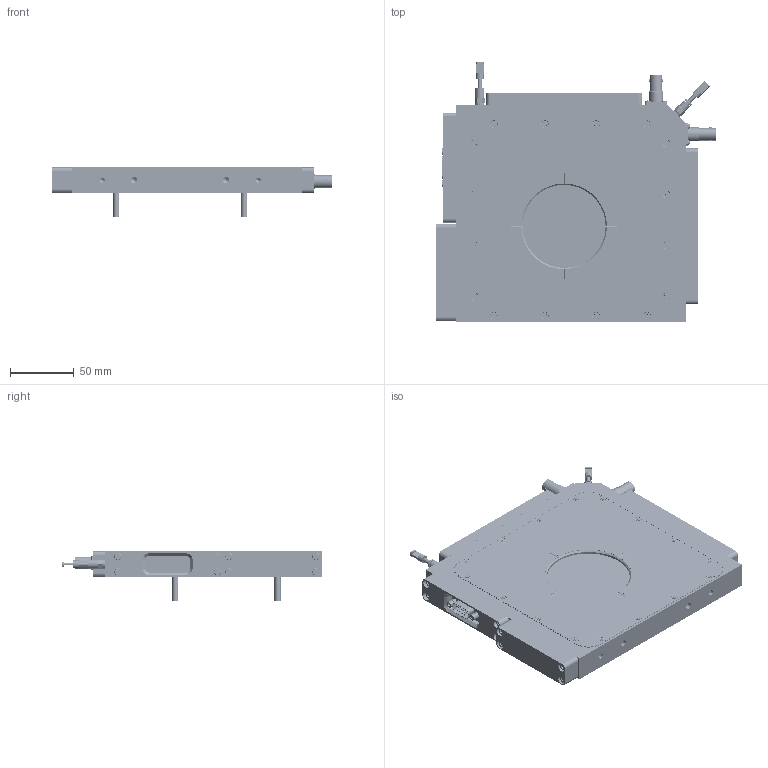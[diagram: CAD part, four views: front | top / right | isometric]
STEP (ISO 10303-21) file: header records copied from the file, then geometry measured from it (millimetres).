
FILE_DESCRIPTION (( 'STEP AP214' ), '1' );
FILE_NAME ('88202220-PX-3.STEP', '2015-01-16T16:10:42', ( 'Andrew' ), ( 'Microsoft' ), 'SwSTEP 2.0', 'SolidWorks 2014', '' );
FILE_SCHEMA (( 'AUTOMOTIVE_DESIGN' ));
Length unit declared in the file: millimetre
Products named in the file (1): 88202220-PX-3
Bounding box: 218.57 x 203.82 x 39.02 mm (x, y, z)
Volume: 398923.7 mm3; surface area: 325598.9 mm2
Topology: 76 solids, 76 shells, 7433 faces, 19951 edges, 12853 vertices
Faces by surface type: plane 4973, cylinder 1799, cone 420, bspline 172, torus 37, sphere 32
Entity records: 320868 total; most frequent: CARTESIAN_POINT 50006, ORIENTED_EDGE 39732, DIRECTION 37972, EDGE_CURVE 19866, VECTOR 15150, LINE 15150, VERTEX_POINT 12853, AXIS2_PLACEMENT_3D 11411
